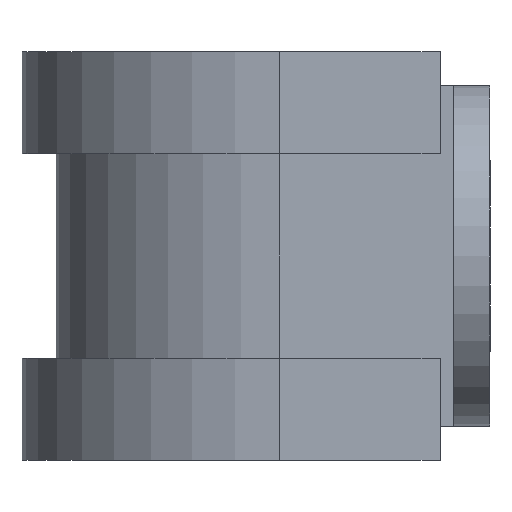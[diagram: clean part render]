
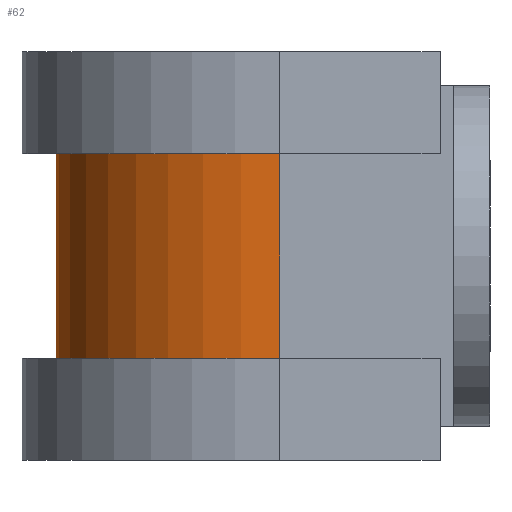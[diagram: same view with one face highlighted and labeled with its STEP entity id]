
A CAD part, left-side view. The second image highlights one B-rep face of the part: STEP entity #62.
In plain terms, the highlighted cylindrical face has radius 9.85 mm (diameter 19.7 mm), a partial arc.
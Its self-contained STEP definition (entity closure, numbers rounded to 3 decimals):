
#62 = ADVANCED_FACE ( 'NONE', ( #1328 ), #1347, .T. ) ;
#117 = EDGE_CURVE ( 'NONE', #670, #294, #841, .T. ) ;
#146 = DIRECTION ( 'NONE',  ( 0., 0., 1. ) ) ;
#175 = DIRECTION ( 'NONE',  ( 1., 0., 0. ) ) ;
#181 = AXIS2_PLACEMENT_3D ( 'NONE', #699, #922, #380 ) ;
#183 = CARTESIAN_POINT ( 'NONE',  ( -9.85, 9.25, -4.5 ) ) ;
#185 = AXIS2_PLACEMENT_3D ( 'NONE', #1301, #1070, #175 ) ;
#212 = EDGE_CURVE ( 'NONE', #294, #289, #927, .T. ) ;
#289 = VERTEX_POINT ( 'NONE', #183 ) ;
#294 = VERTEX_POINT ( 'NONE', #722 ) ;
#326 = VECTOR ( 'NONE', #837, 1000. ) ;
#380 = DIRECTION ( 'NONE',  ( -1., 0., 0. ) ) ;
#415 = DIRECTION ( 'NONE',  ( 0., 0., -1. ) ) ;
#445 = DIRECTION ( 'NONE',  ( 1., 0., 0. ) ) ;
#483 = ORIENTED_EDGE ( 'NONE', *, *, #1142, .T. ) ;
#549 = CARTESIAN_POINT ( 'NONE',  ( 0., 9.25, 4.5 ) ) ;
#608 = CIRCLE ( 'NONE', #185, 9.85 ) ;
#630 = EDGE_CURVE ( 'NONE', #864, #289, #608, .T. ) ;
#645 = ORIENTED_EDGE ( 'NONE', *, *, #630, .T. ) ;
#670 = VERTEX_POINT ( 'NONE', #942 ) ;
#695 = ORIENTED_EDGE ( 'NONE', *, *, #212, .F. ) ;
#699 = CARTESIAN_POINT ( 'NONE',  ( 0., 9.25, 7.5 ) ) ;
#722 = CARTESIAN_POINT ( 'NONE',  ( -9.85, 9.25, 4.5 ) ) ;
#787 = EDGE_LOOP ( 'NONE', ( #1343, #483, #645, #695 ) ) ;
#837 = DIRECTION ( 'NONE',  ( 0., 0., -1. ) ) ;
#841 = CIRCLE ( 'NONE', #1291, 9.85 ) ;
#864 = VERTEX_POINT ( 'NONE', #994 ) ;
#922 = DIRECTION ( 'NONE',  ( 0., 0., -1. ) ) ;
#927 = LINE ( 'NONE', #1293, #1168 ) ;
#942 = CARTESIAN_POINT ( 'NONE',  ( 9.85, 9.25, 4.5 ) ) ;
#994 = CARTESIAN_POINT ( 'NONE',  ( 9.85, 9.25, -4.5 ) ) ;
#1056 = CARTESIAN_POINT ( 'NONE',  ( 9.85, 9.25, 7.5 ) ) ;
#1070 = DIRECTION ( 'NONE',  ( 0., 0., 1. ) ) ;
#1142 = EDGE_CURVE ( 'NONE', #670, #864, #1151, .T. ) ;
#1151 = LINE ( 'NONE', #1056, #326 ) ;
#1168 = VECTOR ( 'NONE', #415, 1000. ) ;
#1291 = AXIS2_PLACEMENT_3D ( 'NONE', #549, #146, #445 ) ;
#1293 = CARTESIAN_POINT ( 'NONE',  ( -9.85, 9.25, 7.5 ) ) ;
#1301 = CARTESIAN_POINT ( 'NONE',  ( 0., 9.25, -4.5 ) ) ;
#1328 = FACE_OUTER_BOUND ( 'NONE', #787, .T. ) ;
#1343 = ORIENTED_EDGE ( 'NONE', *, *, #117, .F. ) ;
#1347 = CYLINDRICAL_SURFACE ( 'NONE', #181, 9.85 ) ;
